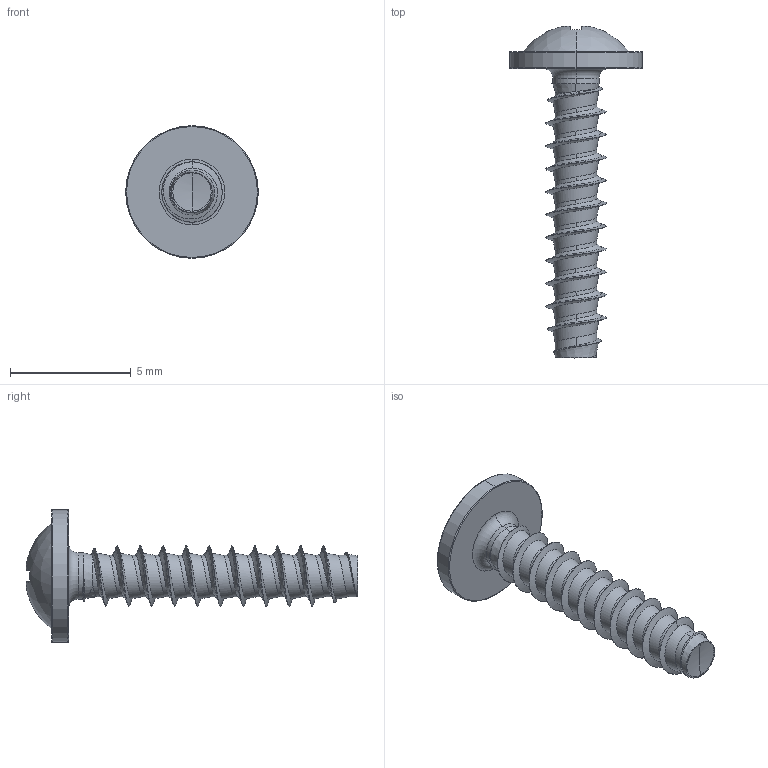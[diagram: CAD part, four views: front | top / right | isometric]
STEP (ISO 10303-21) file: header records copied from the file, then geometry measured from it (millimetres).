
FILE_DESCRIPTION (( 'STEP AP203' ), '1' );
FILE_NAME ('STP210250120.STEP', '2017-08-14T17:03:15', ( '' ), ( '' ), 'SwSTEP 2.0', 'SolidWorks 2015', '' );
FILE_SCHEMA (( 'CONFIG_CONTROL_DESIGN' ));
Length unit declared in the file: millimetre
Products named in the file (1): STP210250120
Bounding box: 5.5 x 13.76 x 5.5 mm (x, y, z)
Volume: 57.5 mm3; surface area: 174.1 mm2
Topology: 1 solids, 1 shells, 192 faces, 460 edges, 271 vertices
Faces by surface type: bspline 55, cylinder 49, plane 31, torus 30, sphere 20, cone 7
Entity records: 22474 total; most frequent: CARTESIAN_POINT 18456, ORIENTED_EDGE 916, DIRECTION 738, EDGE_CURVE 458, AXIS2_PLACEMENT_3D 323, VERTEX_POINT 271, EDGE_LOOP 195, ADVANCED_FACE 192
